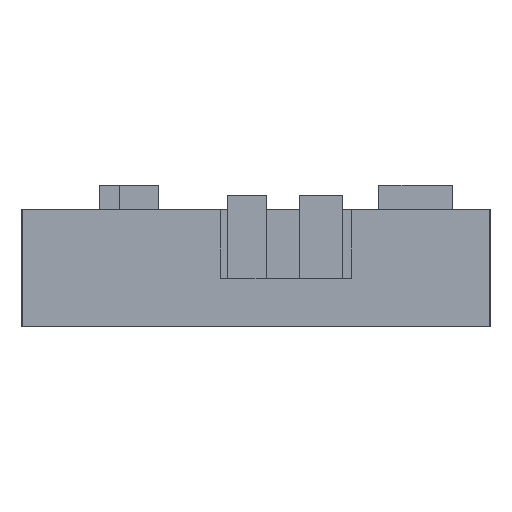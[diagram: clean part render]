
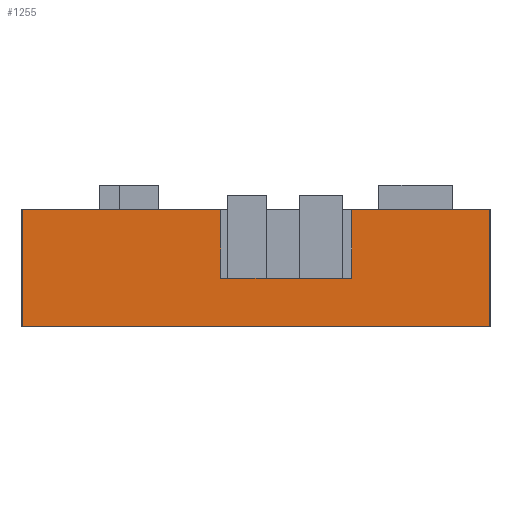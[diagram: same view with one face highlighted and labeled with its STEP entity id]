
A CAD part, front view. The second image highlights one B-rep face of the part: STEP entity #1255.
In plain terms, the highlighted planar face has unit normal (0, -1, 0).
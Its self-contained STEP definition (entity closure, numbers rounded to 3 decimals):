
#101=FACE_OUTER_BOUND('',#174,.T.);
#174=EDGE_LOOP('',(#1108,#1109,#1110,#1111,#1112,#1113,#1114,#1115));
#196=LINE('',#1687,#359);
#291=LINE('',#1885,#454);
#294=LINE('',#1891,#457);
#297=LINE('',#1897,#460);
#299=LINE('',#1901,#462);
#340=LINE('',#1995,#503);
#341=LINE('',#1998,#504);
#342=LINE('',#1999,#505);
#359=VECTOR('',#1365,10.);
#454=VECTOR('',#1524,10.);
#457=VECTOR('',#1529,10.);
#460=VECTOR('',#1534,10.);
#462=VECTOR('',#1538,10.);
#503=VECTOR('',#1643,10.);
#504=VECTOR('',#1646,10.);
#505=VECTOR('',#1647,10.);
#521=VERTEX_POINT('',#1684);
#522=VERTEX_POINT('',#1686);
#593=VERTEX_POINT('',#1884);
#595=VERTEX_POINT('',#1890);
#597=VERTEX_POINT('',#1896);
#598=VERTEX_POINT('',#1900);
#619=VERTEX_POINT('',#1993);
#620=VERTEX_POINT('',#1997);
#636=EDGE_CURVE('',#521,#522,#196,.T.);
#734=EDGE_CURVE('',#593,#522,#291,.T.);
#737=EDGE_CURVE('',#595,#593,#294,.T.);
#740=EDGE_CURVE('',#597,#595,#297,.T.);
#742=EDGE_CURVE('',#597,#598,#299,.T.);
#788=EDGE_CURVE('',#521,#619,#340,.T.);
#789=EDGE_CURVE('',#620,#619,#341,.T.);
#790=EDGE_CURVE('',#598,#620,#342,.T.);
#1108=ORIENTED_EDGE('',*,*,#734,.T.);
#1109=ORIENTED_EDGE('',*,*,#636,.F.);
#1110=ORIENTED_EDGE('',*,*,#788,.T.);
#1111=ORIENTED_EDGE('',*,*,#789,.F.);
#1112=ORIENTED_EDGE('',*,*,#790,.F.);
#1113=ORIENTED_EDGE('',*,*,#742,.F.);
#1114=ORIENTED_EDGE('',*,*,#740,.T.);
#1115=ORIENTED_EDGE('',*,*,#737,.T.);
#1191=PLANE('',#1341);
#1255=ADVANCED_FACE('',(#101),#1191,.T.);
#1341=AXIS2_PLACEMENT_3D('',#1996,#1644,#1645);
#1365=DIRECTION('',(1.,0.,0.));
#1524=DIRECTION('',(0.,0.,1.));
#1529=DIRECTION('',(-1.,0.,0.));
#1534=DIRECTION('',(0.,0.,-1.));
#1538=DIRECTION('',(1.,0.,0.));
#1643=DIRECTION('',(0.,0.,-1.));
#1644=DIRECTION('center_axis',(0.,-1.,0.));
#1645=DIRECTION('ref_axis',(-1.,0.,0.));
#1646=DIRECTION('',(-1.,0.,0.));
#1647=DIRECTION('',(0.,0.,-1.));
#1684=CARTESIAN_POINT('',(-36.197,-53.024,-8.658));
#1686=CARTESIAN_POINT('',(-7.372,-53.024,-8.658));
#1687=CARTESIAN_POINT('',(26.151,-53.024,-8.658));
#1884=CARTESIAN_POINT('',(-7.372,-53.024,-18.658));
#1885=CARTESIAN_POINT('',(-7.372,-53.024,-11.158));
#1890=CARTESIAN_POINT('',(11.628,-53.024,-18.658));
#1891=CARTESIAN_POINT('',(16.905,-53.024,-18.658));
#1896=CARTESIAN_POINT('',(11.628,-53.024,-8.658));
#1897=CARTESIAN_POINT('',(11.628,-53.024,-11.158));
#1900=CARTESIAN_POINT('',(31.682,-53.024,-8.658));
#1901=CARTESIAN_POINT('',(26.151,-53.024,-8.658));
#1993=CARTESIAN_POINT('',(-36.197,-53.024,-25.658));
#1995=CARTESIAN_POINT('',(-36.197,-53.024,-8.658));
#1996=CARTESIAN_POINT('Origin',(31.682,-53.024,-8.658));
#1997=CARTESIAN_POINT('',(31.682,-53.024,-25.658));
#1998=CARTESIAN_POINT('',(26.151,-53.024,-25.658));
#1999=CARTESIAN_POINT('',(31.682,-53.024,-8.658));
